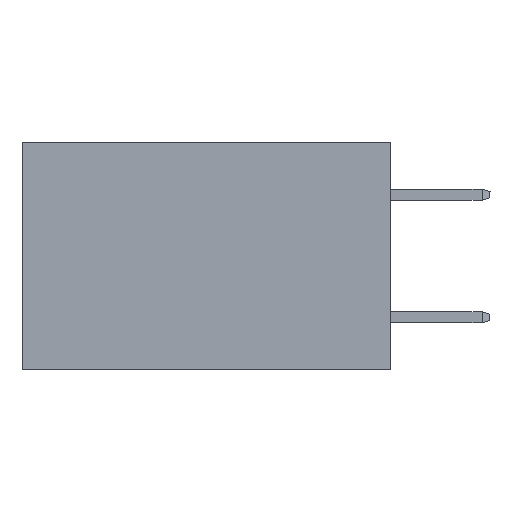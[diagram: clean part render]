
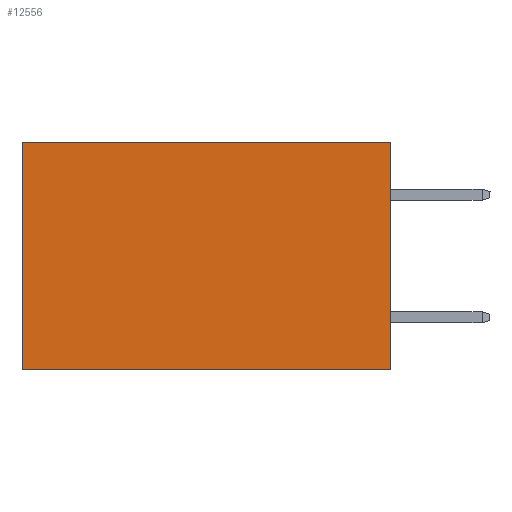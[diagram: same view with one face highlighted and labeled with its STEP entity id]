
A CAD part, left-side view. The second image highlights one B-rep face of the part: STEP entity #12556.
In plain terms, the highlighted planar face has unit normal (-1, 0, 0).
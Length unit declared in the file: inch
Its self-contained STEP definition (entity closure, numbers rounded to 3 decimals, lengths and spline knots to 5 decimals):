
#105 = LINE ( 'NONE', #15083, #11293 ) ;
#1873 = AXIS2_PLACEMENT_3D ( 'NONE', #20556, #18453, #16609 ) ;
#2732 = VECTOR ( 'NONE', #15645, 39.37008 ) ;
#5225 = LINE ( 'NONE', #8910, #12199 ) ;
#6515 = ORIENTED_EDGE ( 'NONE', *, *, #13737, .T. ) ;
#6950 = VERTEX_POINT ( 'NONE', #12508 ) ;
#7616 = VECTOR ( 'NONE', #22877, 39.37008 ) ;
#8392 = CARTESIAN_POINT ( 'NONE',  ( 0.2875, 0.6, 0. ) ) ;
#8445 = ORIENTED_EDGE ( 'NONE', *, *, #12622, .T. ) ;
#8910 = CARTESIAN_POINT ( 'NONE',  ( 0.2875, 0., -0.37 ) ) ;
#9045 = VERTEX_POINT ( 'NONE', #17806 ) ;
#11293 = VECTOR ( 'NONE', #22822, 39.37008 ) ;
#12199 = VECTOR ( 'NONE', #14526, 39.37008 ) ;
#12250 = ORIENTED_EDGE ( 'NONE', *, *, #22573, .F. ) ;
#12508 = CARTESIAN_POINT ( 'NONE',  ( 0.2875, 0., -0.37 ) ) ;
#12556 = ADVANCED_FACE ( 'NONE', ( #16412 ), #14679, .F. ) ;
#12622 = EDGE_CURVE ( 'NONE', #9045, #18865, #105, .T. ) ;
#13269 = ORIENTED_EDGE ( 'NONE', *, *, #13879, .F. ) ;
#13647 = LINE ( 'NONE', #24743, #7616 ) ;
#13737 = EDGE_CURVE ( 'NONE', #18865, #22596, #13647, .T. ) ;
#13876 = EDGE_LOOP ( 'NONE', ( #6515, #12250, #13269, #8445 ) ) ;
#13879 = EDGE_CURVE ( 'NONE', #9045, #6950, #16320, .T. ) ;
#14526 = DIRECTION ( 'NONE',  ( 0., 1., 0. ) ) ;
#14679 = PLANE ( 'NONE',  #1873 ) ;
#15083 = CARTESIAN_POINT ( 'NONE',  ( 0.2875, 0., 0. ) ) ;
#15645 = DIRECTION ( 'NONE',  ( 0., 0., -1. ) ) ;
#16320 = LINE ( 'NONE', #23231, #2732 ) ;
#16412 = FACE_OUTER_BOUND ( 'NONE', #13876, .T. ) ;
#16609 = DIRECTION ( 'NONE',  ( 0., 0., -1. ) ) ;
#17806 = CARTESIAN_POINT ( 'NONE',  ( 0.2875, 0., 0. ) ) ;
#18224 = CARTESIAN_POINT ( 'NONE',  ( 0.2875, 0.6, -0.37 ) ) ;
#18453 = DIRECTION ( 'NONE',  ( 1., 0., 0. ) ) ;
#18865 = VERTEX_POINT ( 'NONE', #8392 ) ;
#20556 = CARTESIAN_POINT ( 'NONE',  ( 0.2875, 0., 0. ) ) ;
#22573 = EDGE_CURVE ( 'NONE', #6950, #22596, #5225, .T. ) ;
#22596 = VERTEX_POINT ( 'NONE', #18224 ) ;
#22822 = DIRECTION ( 'NONE',  ( 0., 1., 0. ) ) ;
#22877 = DIRECTION ( 'NONE',  ( 0., 0., -1. ) ) ;
#23231 = CARTESIAN_POINT ( 'NONE',  ( 0.2875, 0., 0. ) ) ;
#24743 = CARTESIAN_POINT ( 'NONE',  ( 0.2875, 0.6, 0. ) ) ;
